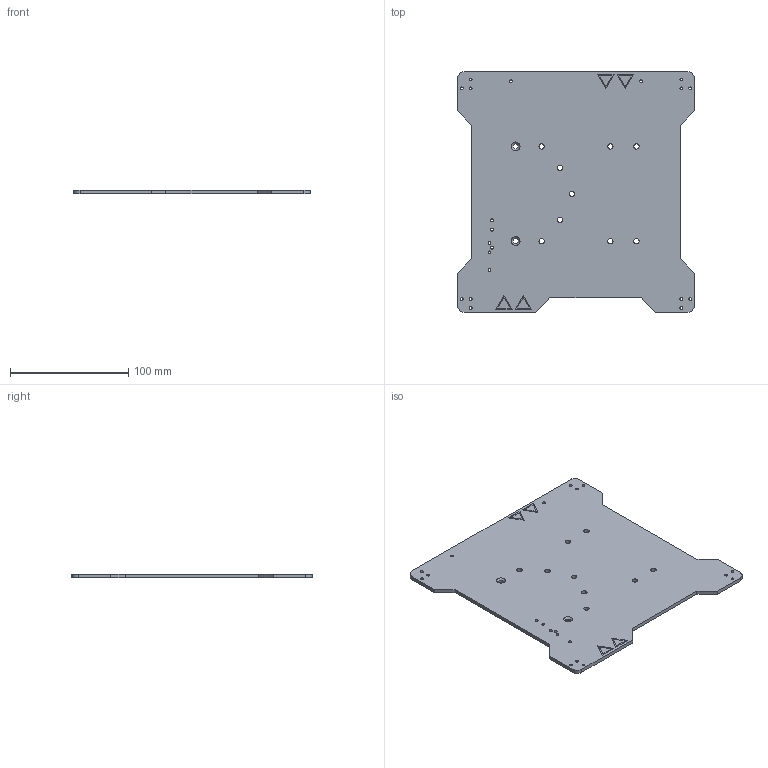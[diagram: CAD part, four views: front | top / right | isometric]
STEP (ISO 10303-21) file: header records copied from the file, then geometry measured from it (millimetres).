
FILE_DESCRIPTION(('FreeCAD Model'),'2;1');
FILE_NAME('bed-mount-plate-mini-white_PP-FP0171.step', '2019-07-09T07:51:53',('Author'),(''), 'Open CASCADE STEP processor 6.9','FreeCAD','Unknown');
FILE_SCHEMA(('AUTOMOTIVE_DESIGN { 1 0 10303 214 1 1 1 1 }'));
Length unit declared in the file: millimetre
Products named in the file (1): Pocket001
Bounding box: 200 x 203 x 3.17 mm (x, y, z)
Volume: 115010.5 mm3; surface area: 76087.6 mm2
Topology: 1 solids, 1 shells, 87 faces, 229 edges, 152 vertices
Faces by surface type: plane 50, cylinder 35, cone 2
Full cylindrical faces by diameter (mm): 2.4 x20, 4.5 x11
Entity records: 5835 total; most frequent: CARTESIAN_POINT 967, DIRECTION 925, LINE 541, VECTOR 541, ORIENTED_EDGE 458, PCURVE 458, DEFINITIONAL_REPRESENTATION 458, EDGE_CURVE 229
